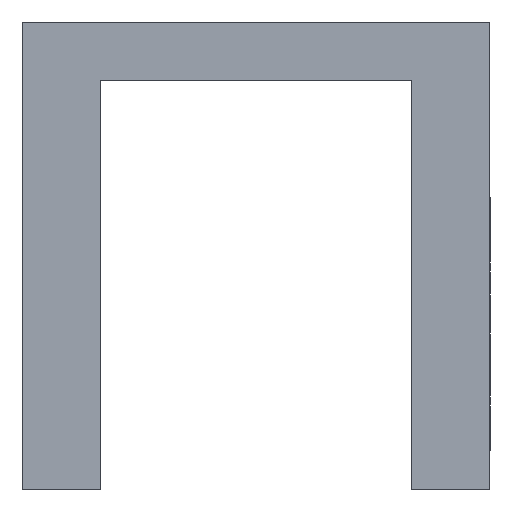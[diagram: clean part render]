
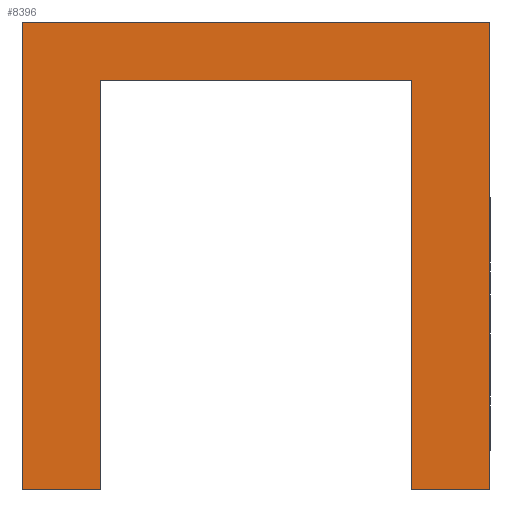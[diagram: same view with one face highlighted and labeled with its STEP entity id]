
A CAD part, front view. The second image highlights one B-rep face of the part: STEP entity #8396.
In plain terms, the highlighted planar face has unit normal (0, -1, 0).
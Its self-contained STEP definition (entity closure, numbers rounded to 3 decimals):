
#70 = ORIENTED_EDGE ( 'NONE', *, *, #9182, .F. ) ;
#129 = LINE ( 'NONE', #5668, #1819 ) ;
#272 = VERTEX_POINT ( 'NONE', #5996 ) ;
#299 = AXIS2_PLACEMENT_3D ( 'NONE', #7768, #566, #476 ) ;
#396 = CARTESIAN_POINT ( 'NONE',  ( -4., 0., -10.5 ) ) ;
#476 = DIRECTION ( 'NONE',  ( 0., 0., 1. ) ) ;
#566 = DIRECTION ( 'NONE',  ( 0., 1., 0. ) ) ;
#803 = VERTEX_POINT ( 'NONE', #3696 ) ;
#904 = VECTOR ( 'NONE', #2942, 1000. ) ;
#966 = CARTESIAN_POINT ( 'NONE',  ( 4., 0., 0. ) ) ;
#980 = DIRECTION ( 'NONE',  ( 0., 0., -1. ) ) ;
#1295 = VECTOR ( 'NONE', #6271, 1000. ) ;
#1375 = VECTOR ( 'NONE', #6738, 1000. ) ;
#1755 = ORIENTED_EDGE ( 'NONE', *, *, #1993, .F. ) ;
#1814 = VERTEX_POINT ( 'NONE', #6403 ) ;
#1819 = VECTOR ( 'NONE', #4870, 1000. ) ;
#1840 = DIRECTION ( 'NONE',  ( -1., 0., 0. ) ) ;
#1993 = EDGE_CURVE ( 'NONE', #8288, #6169, #4462, .T. ) ;
#2665 = EDGE_CURVE ( 'NONE', #6169, #1814, #8942, .T. ) ;
#2666 = CARTESIAN_POINT ( 'NONE',  ( -4., 0., 0. ) ) ;
#2855 = EDGE_LOOP ( 'NONE', ( #1755, #3393, #70, #4506, #7870, #3859, #4826, #6560 ) ) ;
#2893 = EDGE_CURVE ( 'NONE', #5909, #8288, #9050, .T. ) ;
#2942 = DIRECTION ( 'NONE',  ( -1., 0., 0. ) ) ;
#2993 = LINE ( 'NONE', #6989, #1295 ) ;
#3225 = FACE_OUTER_BOUND ( 'NONE', #2855, .T. ) ;
#3393 = ORIENTED_EDGE ( 'NONE', *, *, #2893, .F. ) ;
#3399 = CARTESIAN_POINT ( 'NONE',  ( -4., 0., -10.5 ) ) ;
#3696 = CARTESIAN_POINT ( 'NONE',  ( 4., 0., -10.5 ) ) ;
#3708 = CARTESIAN_POINT ( 'NONE',  ( 4., 0., 0. ) ) ;
#3773 = EDGE_CURVE ( 'NONE', #1814, #272, #2993, .T. ) ;
#3859 = ORIENTED_EDGE ( 'NONE', *, *, #4626, .F. ) ;
#4316 = CARTESIAN_POINT ( 'NONE',  ( -4., 0., 0. ) ) ;
#4418 = CARTESIAN_POINT ( 'NONE',  ( 6., 0., 1.5 ) ) ;
#4462 = LINE ( 'NONE', #4316, #6182 ) ;
#4506 = ORIENTED_EDGE ( 'NONE', *, *, #4815, .F. ) ;
#4526 = VERTEX_POINT ( 'NONE', #9216 ) ;
#4626 = EDGE_CURVE ( 'NONE', #272, #9208, #129, .T. ) ;
#4815 = EDGE_CURVE ( 'NONE', #4526, #803, #6157, .T. ) ;
#4826 = ORIENTED_EDGE ( 'NONE', *, *, #3773, .F. ) ;
#4870 = DIRECTION ( 'NONE',  ( 1., 0., 0. ) ) ;
#5182 = CARTESIAN_POINT ( 'NONE',  ( 6., 0., -10.5 ) ) ;
#5258 = DIRECTION ( 'NONE',  ( 0., 0., 1. ) ) ;
#5267 = VECTOR ( 'NONE', #980, 1000. ) ;
#5668 = CARTESIAN_POINT ( 'NONE',  ( -6., 0., 1.5 ) ) ;
#5829 = VECTOR ( 'NONE', #5258, 1000. ) ;
#5909 = VERTEX_POINT ( 'NONE', #7525 ) ;
#5937 = VECTOR ( 'NONE', #1840, 1000. ) ;
#5996 = CARTESIAN_POINT ( 'NONE',  ( -6., 0., 1.5 ) ) ;
#6157 = LINE ( 'NONE', #7216, #904 ) ;
#6169 = VERTEX_POINT ( 'NONE', #3399 ) ;
#6182 = VECTOR ( 'NONE', #7984, 1000. ) ;
#6268 = PLANE ( 'NONE',  #299 ) ;
#6271 = DIRECTION ( 'NONE',  ( 0., 0., 1. ) ) ;
#6403 = CARTESIAN_POINT ( 'NONE',  ( -6., 0., -10.5 ) ) ;
#6560 = ORIENTED_EDGE ( 'NONE', *, *, #2665, .F. ) ;
#6738 = DIRECTION ( 'NONE',  ( -1., 0., 0. ) ) ;
#6989 = CARTESIAN_POINT ( 'NONE',  ( -6., 0., -10.5 ) ) ;
#7167 = EDGE_CURVE ( 'NONE', #9208, #4526, #7221, .T. ) ;
#7216 = CARTESIAN_POINT ( 'NONE',  ( 4., 0., -10.5 ) ) ;
#7221 = LINE ( 'NONE', #5182, #5267 ) ;
#7525 = CARTESIAN_POINT ( 'NONE',  ( 4., 0., 0. ) ) ;
#7768 = CARTESIAN_POINT ( 'NONE',  ( 0., 0., 0. ) ) ;
#7870 = ORIENTED_EDGE ( 'NONE', *, *, #7167, .F. ) ;
#7984 = DIRECTION ( 'NONE',  ( 0., 0., -1. ) ) ;
#8288 = VERTEX_POINT ( 'NONE', #2666 ) ;
#8396 = ADVANCED_FACE ( 'NONE', ( #3225 ), #6268, .F. ) ;
#8942 = LINE ( 'NONE', #396, #5937 ) ;
#9050 = LINE ( 'NONE', #966, #1375 ) ;
#9182 = EDGE_CURVE ( 'NONE', #803, #5909, #9187, .T. ) ;
#9187 = LINE ( 'NONE', #3708, #5829 ) ;
#9208 = VERTEX_POINT ( 'NONE', #4418 ) ;
#9216 = CARTESIAN_POINT ( 'NONE',  ( 6., 0., -10.5 ) ) ;
